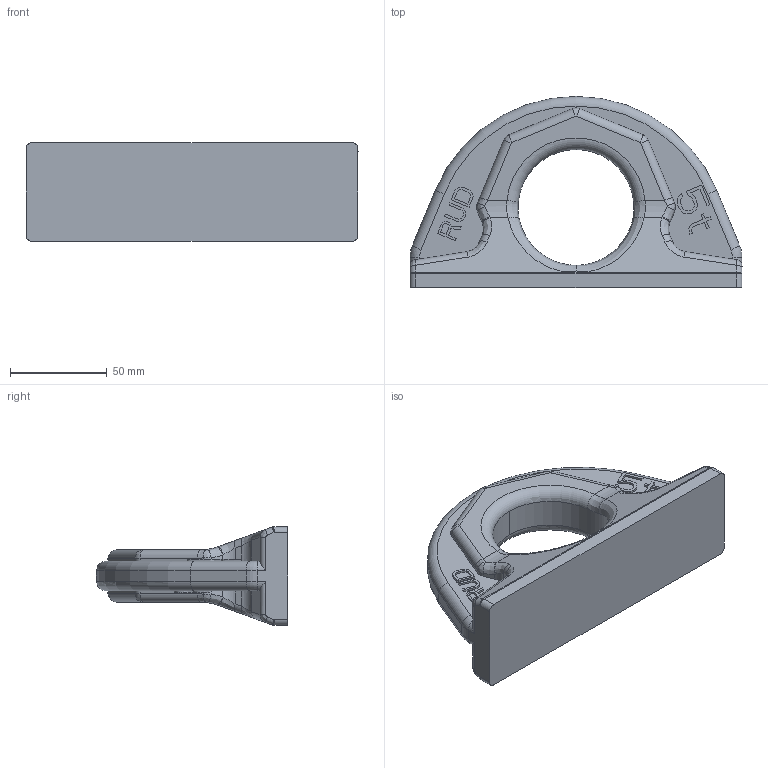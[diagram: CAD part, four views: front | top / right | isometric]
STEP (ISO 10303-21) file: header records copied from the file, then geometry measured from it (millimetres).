
FILE_DESCRIPTION((''),'2;1');
FILE_NAME('001-M33973-P1','2019-02-22T',('anja.joas'),(''),'PRO/ENGINEER BY PARAMETRIC TECHNOLOGY CORPORATION, 2011490','PRO/ENGINEER BY PARAMETRIC TECHNOLOGY CORPORATION, 2011490','');
FILE_SCHEMA(('CONFIG_CONTROL_DESIGN'));
Length unit declared in the file: millimetre
Products named in the file (1): 001-M33973-P1
Bounding box: 172 x 99 x 51 mm (x, y, z)
Volume: 301225.9 mm3; surface area: 44403.2 mm2
Topology: 1 solids, 1 shells, 378 faces, 1003 edges, 640 vertices
Faces by surface type: plane 254, cylinder 70, bspline 46, torus 8
Entity records: 13880 total; most frequent: CARTESIAN_POINT 4725, ORIENTED_EDGE 2006, DIRECTION 1717, EDGE_CURVE 1003, VECTOR 771, LINE 771, VERTEX_POINT 640, AXIS2_PLACEMENT_3D 473
